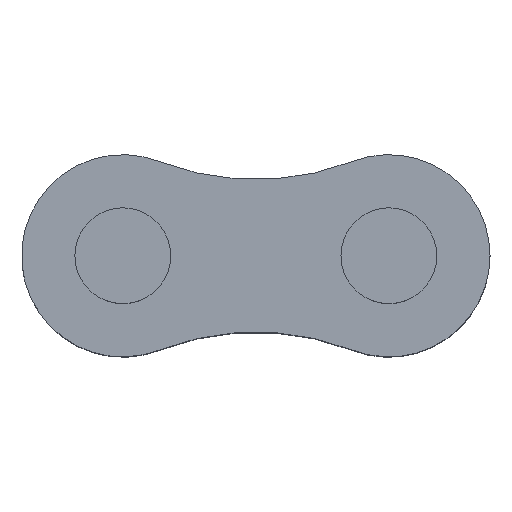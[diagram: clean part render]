
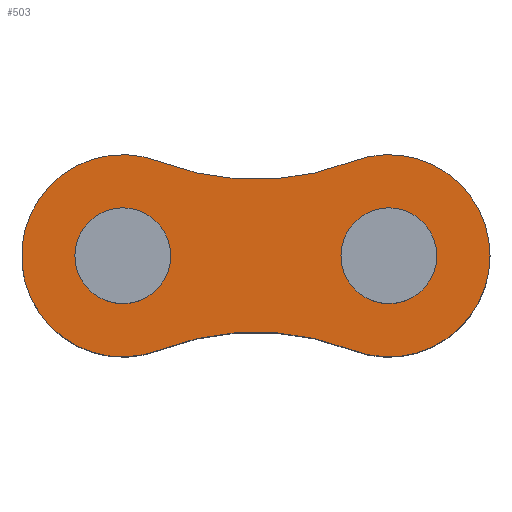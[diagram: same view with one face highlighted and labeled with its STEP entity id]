
A CAD part, top view. The second image highlights one B-rep face of the part: STEP entity #503.
In plain terms, the highlighted planar face has unit normal (0, 0, 1).
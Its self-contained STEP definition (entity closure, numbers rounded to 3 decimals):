
#20=FACE_BOUND('',#89,.T.);
#21=FACE_BOUND('',#90,.T.);
#26=PLANE('',#574);
#52=FACE_OUTER_BOUND('',#88,.T.);
#88=EDGE_LOOP('',(#397,#398,#399,#400,#401));
#89=EDGE_LOOP('',(#402,#403));
#90=EDGE_LOOP('',(#404,#405));
#147=CIRCLE('',#521,1.143);
#149=CIRCLE('',#524,1.143);
#151=CIRCLE('',#527,2.413);
#172=CIRCLE('',#561,6.35);
#174=CIRCLE('',#564,2.413);
#176=CIRCLE('',#567,6.35);
#179=CIRCLE('',#571,2.413);
#181=CIRCLE('',#575,1.143);
#182=CIRCLE('',#576,1.143);
#196=VERTEX_POINT('',#782);
#197=VERTEX_POINT('',#784);
#200=VERTEX_POINT('',#791);
#201=VERTEX_POINT('',#793);
#204=VERTEX_POINT('',#800);
#205=VERTEX_POINT('',#802);
#224=VERTEX_POINT('',#865);
#226=VERTEX_POINT('',#871);
#228=VERTEX_POINT('',#877);
#240=EDGE_CURVE('',#196,#197,#147,.T.);
#244=EDGE_CURVE('',#200,#201,#149,.T.);
#248=EDGE_CURVE('',#205,#204,#151,.T.);
#279=EDGE_CURVE('',#224,#205,#172,.T.);
#282=EDGE_CURVE('',#226,#224,#174,.T.);
#285=EDGE_CURVE('',#228,#226,#176,.T.);
#289=EDGE_CURVE('',#204,#228,#179,.T.);
#291=EDGE_CURVE('',#197,#196,#181,.T.);
#292=EDGE_CURVE('',#201,#200,#182,.T.);
#397=ORIENTED_EDGE('',*,*,#279,.T.);
#398=ORIENTED_EDGE('',*,*,#248,.T.);
#399=ORIENTED_EDGE('',*,*,#289,.T.);
#400=ORIENTED_EDGE('',*,*,#285,.T.);
#401=ORIENTED_EDGE('',*,*,#282,.T.);
#402=ORIENTED_EDGE('',*,*,#291,.F.);
#403=ORIENTED_EDGE('',*,*,#240,.F.);
#404=ORIENTED_EDGE('',*,*,#292,.F.);
#405=ORIENTED_EDGE('',*,*,#244,.F.);
#503=ADVANCED_FACE('',(#52,#20,#21),#26,.T.);
#521=AXIS2_PLACEMENT_3D('',#785,#610,#611);
#524=AXIS2_PLACEMENT_3D('',#794,#618,#619);
#527=AXIS2_PLACEMENT_3D('',#803,#626,#627);
#561=AXIS2_PLACEMENT_3D('',#866,#704,#705);
#564=AXIS2_PLACEMENT_3D('',#872,#711,#712);
#567=AXIS2_PLACEMENT_3D('',#878,#718,#719);
#571=AXIS2_PLACEMENT_3D('',#884,#727,#728);
#574=AXIS2_PLACEMENT_3D('',#887,#733,#734);
#575=AXIS2_PLACEMENT_3D('',#888,#735,#736);
#576=AXIS2_PLACEMENT_3D('',#889,#737,#738);
#610=DIRECTION('center_axis',(0.,0.,1.));
#611=DIRECTION('ref_axis',(1.,0.,0.));
#618=DIRECTION('center_axis',(0.,0.,1.));
#619=DIRECTION('ref_axis',(1.,0.,0.));
#626=DIRECTION('center_axis',(0.,0.,1.));
#627=DIRECTION('ref_axis',(1.,0.,0.));
#704=DIRECTION('center_axis',(0.,0.,-1.));
#705=DIRECTION('ref_axis',(1.,0.,0.));
#711=DIRECTION('center_axis',(0.,0.,1.));
#712=DIRECTION('ref_axis',(1.,0.,0.));
#718=DIRECTION('center_axis',(0.,0.,-1.));
#719=DIRECTION('ref_axis',(1.,0.,0.));
#727=DIRECTION('center_axis',(0.,0.,1.));
#728=DIRECTION('ref_axis',(1.,0.,0.));
#733=DIRECTION('center_axis',(0.,0.,1.));
#734=DIRECTION('ref_axis',(1.,0.,0.));
#735=DIRECTION('center_axis',(0.,0.,1.));
#736=DIRECTION('ref_axis',(1.,0.,0.));
#737=DIRECTION('center_axis',(0.,0.,1.));
#738=DIRECTION('ref_axis',(1.,0.,0.));
#782=CARTESIAN_POINT('',(-5.207,0.,3.175));
#784=CARTESIAN_POINT('',(-7.493,0.,3.175));
#785=CARTESIAN_POINT('Origin',(-6.35,0.,3.175));
#791=CARTESIAN_POINT('',(-11.557,0.,3.175));
#793=CARTESIAN_POINT('',(-13.843,0.,3.175));
#794=CARTESIAN_POINT('Origin',(-12.7,0.,3.175));
#800=CARTESIAN_POINT('',(-3.937,0.,3.175));
#802=CARTESIAN_POINT('',(-7.224,-2.249,3.175));
#803=CARTESIAN_POINT('Origin',(-6.35,0.,3.175));
#865=CARTESIAN_POINT('',(-11.826,-2.249,3.175));
#866=CARTESIAN_POINT('Origin',(-9.525,-8.168,3.175));
#871=CARTESIAN_POINT('',(-11.826,2.249,3.175));
#872=CARTESIAN_POINT('Origin',(-12.7,0.,3.175));
#877=CARTESIAN_POINT('',(-7.224,2.249,3.175));
#878=CARTESIAN_POINT('Origin',(-9.525,8.168,3.175));
#884=CARTESIAN_POINT('Origin',(-6.35,0.,3.175));
#887=CARTESIAN_POINT('Origin',(-11.113,-4.084,3.175));
#888=CARTESIAN_POINT('Origin',(-6.35,0.,3.175));
#889=CARTESIAN_POINT('Origin',(-12.7,0.,3.175));
